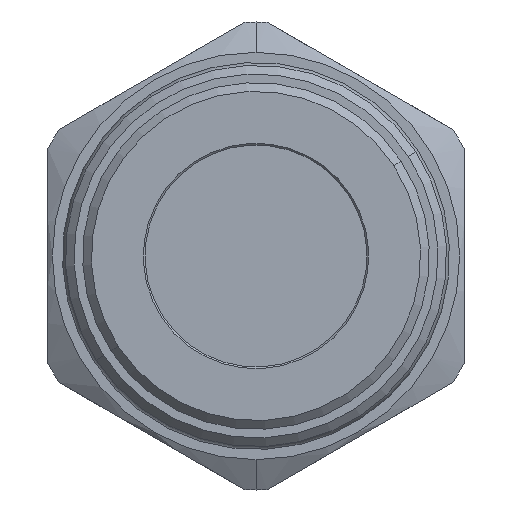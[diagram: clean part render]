
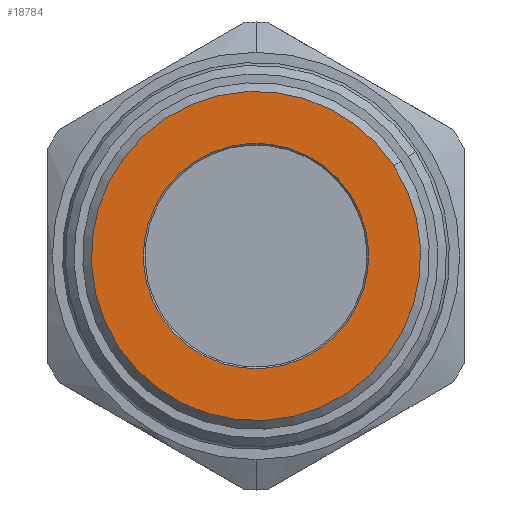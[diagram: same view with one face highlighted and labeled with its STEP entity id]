
A CAD part, front view. The second image highlights one B-rep face of the part: STEP entity #18784.
In plain terms, the highlighted planar face has unit normal (0, -1, 0).
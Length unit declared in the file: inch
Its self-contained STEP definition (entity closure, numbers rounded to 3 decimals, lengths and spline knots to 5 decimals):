
#14146=CARTESIAN_POINT('',(0.,-0.00394,0.));
#14147=DIRECTION('',(0.,-1.,0.));
#14148=DIRECTION('',(-0.837,0.,-0.547));
#14149=AXIS2_PLACEMENT_3D('',#14146,#14147,#14148);
#14151=CARTESIAN_POINT('',(0.,-0.00394,0.));
#14152=DIRECTION('',(0.,-1.,0.));
#14153=DIRECTION('',(0.837,0.,0.547));
#14154=AXIS2_PLACEMENT_3D('',#14151,#14152,#14153);
#14156=CARTESIAN_POINT('',(0.,-0.00394,0.));
#14157=DIRECTION('',(0.,1.,0.));
#14158=DIRECTION('',(0.547,0.,-0.837));
#14159=AXIS2_PLACEMENT_3D('',#14156,#14157,#14158);
#14170=CARTESIAN_POINT('',(0.,-0.00394,0.));
#14171=DIRECTION('',(0.,1.,0.));
#14172=DIRECTION('',(-0.547,0.,0.837));
#14173=AXIS2_PLACEMENT_3D('',#14170,#14171,#14172);
#14497=CARTESIAN_POINT('',(0.31311,-0.00394,
0.20457));
#14499=VERTEX_POINT('',#14497);
#14504=CARTESIAN_POINT('',(-0.31311,-0.00394,
-0.20457));
#14505=VERTEX_POINT('',#14504);
#14528=CARTESIAN_POINT('',(0.13997,-0.00394,
-0.21424));
#14529=CARTESIAN_POINT('',(-0.13997,-0.00394,
0.21424));
#14530=VERTEX_POINT('',#14528);
#14531=VERTEX_POINT('',#14529);
#18769=CARTESIAN_POINT('',(0.,-0.00394,0.));
#18770=DIRECTION('',(0.,1.,0.));
#18771=DIRECTION('',(-0.837,0.,-0.547));
#18772=AXIS2_PLACEMENT_3D('',#18769,#18770,#18771);
#18773=PLANE('352',#18772);
#18774=ORIENTED_EDGE('552',*,*,#18737,.F.);
#18775=ORIENTED_EDGE('569',*,*,#18754,.F.);
#18776=EDGE_LOOP('352',(#18774,#18775));
#18777=FACE_OUTER_BOUND('352',#18776,.F.);
#18779=ORIENTED_EDGE('592',*,*,#18778,.F.);
#18781=ORIENTED_EDGE('561',*,*,#18780,.F.);
#18782=EDGE_LOOP('352',(#18779,#18781));
#18783=FACE_BOUND('352',#18782,.F.);
#14150=CIRCLE('552',#14149,0.37402);
#14155=CIRCLE('569',#14154,0.37402);
#14160=CIRCLE('561',#14159,0.25591);
#14174=CIRCLE('592',#14173,0.25591);
#18737=EDGE_CURVE('552',#14505,#14499,#14150,.T.);
#18754=EDGE_CURVE('569',#14499,#14505,#14155,.T.);
#18778=EDGE_CURVE('592',#14531,#14530,#14174,.T.);
#18780=EDGE_CURVE('561',#14530,#14531,#14160,.T.);
#18784=ADVANCED_FACE('352',(#18777,#18783),#18773,.F.);
